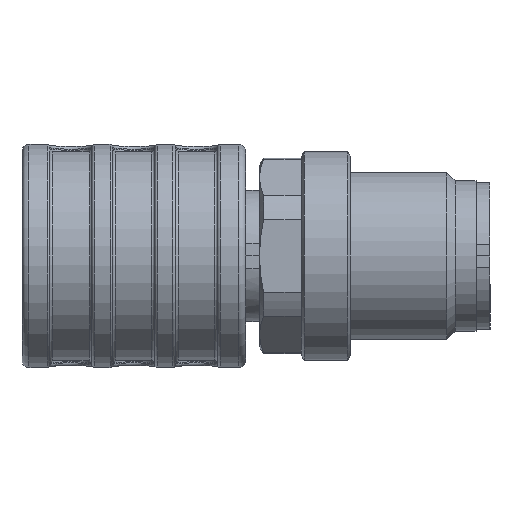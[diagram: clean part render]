
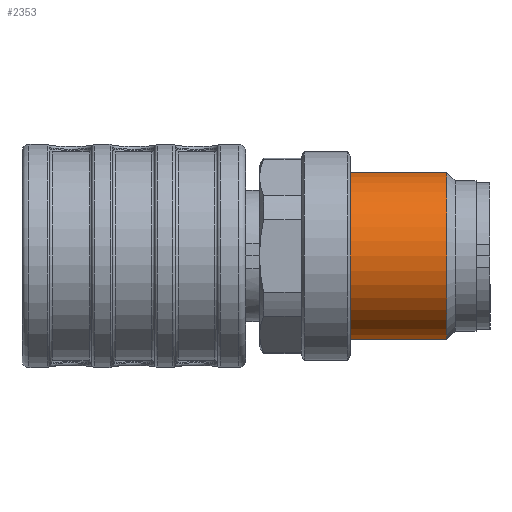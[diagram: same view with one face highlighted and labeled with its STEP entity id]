
A CAD part, front view. The second image highlights one B-rep face of the part: STEP entity #2353.
In plain terms, the highlighted cylindrical face has radius 6 mm (diameter 12 mm), a full revolution.
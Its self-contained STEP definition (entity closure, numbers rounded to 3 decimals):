
#1834=CYLINDRICAL_SURFACE('',#9726,6.);
#2088=FACE_BOUND('',#3459,.T.);
#2089=FACE_BOUND('',#3460,.T.);
#2353=ADVANCED_FACE('',(#2088,#2089),#1834,.T.);
#3459=EDGE_LOOP('',(#4505));
#3460=EDGE_LOOP('',(#4506));
#4505=ORIENTED_EDGE('',*,*,#7896,.F.);
#4506=ORIENTED_EDGE('',*,*,#7897,.T.);
#6915=VERTEX_POINT('',#14562);
#6916=VERTEX_POINT('',#14565);
#7896=EDGE_CURVE('',#6915,#6915,#9080,.T.);
#7897=EDGE_CURVE('',#6916,#6916,#9081,.T.);
#9080=CIRCLE('',#9723,6.);
#9081=CIRCLE('',#9725,6.);
#9723=AXIS2_PLACEMENT_3D('',#14561,#11141,#11142);
#9725=AXIS2_PLACEMENT_3D('',#14564,#11145,#11146);
#9726=AXIS2_PLACEMENT_3D('',#14566,#11147,#11148);
#11141=DIRECTION('',(1.,0.,0.));
#11142=DIRECTION('',(0.,0.5,0.866));
#11145=DIRECTION('',(1.,0.,0.));
#11146=DIRECTION('',(0.,0.5,0.866));
#11147=DIRECTION('',(1.,0.,0.));
#11148=DIRECTION('',(0.,-0.5,-0.866));
#14561=CARTESIAN_POINT('',(72.4,45.5,0.));
#14562=CARTESIAN_POINT('',(72.4,48.5,5.196));
#14564=CARTESIAN_POINT('',(65.5,45.5,0.));
#14565=CARTESIAN_POINT('',(65.5,48.5,5.196));
#14566=CARTESIAN_POINT('',(74.5,45.5,0.));
